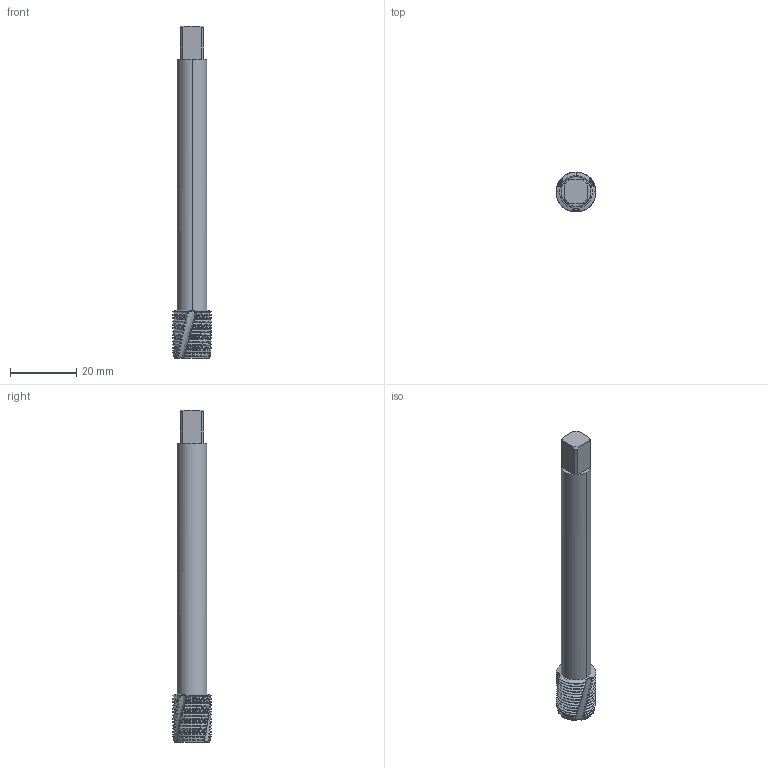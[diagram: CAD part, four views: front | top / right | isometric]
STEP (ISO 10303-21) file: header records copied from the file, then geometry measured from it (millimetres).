
FILE_DESCRIPTION(('no description'),'unknown implementation level');
FILE_NAME('solid6XDZPci_haqPClDMcMSg4gfhgc0_1.STP',' ',('CIM GmbH Aachen'),('CADClick - KiM GmbH - www.kimweb.de'),'unknown preprocess','ACIS','unknown authorization');
FILE_SCHEMA(('automotive_design'));
Length unit declared in the file: millimetre
Products named in the file (2): 1; 2
Bounding box: 12 x 12 x 100 mm (x, y, z)
Volume: 6691.8 mm3; surface area: 4301.1 mm2
Topology: 2 solids, 2 shells, 313 faces, 881 edges, 572 vertices
Faces by surface type: cone 156, cylinder 131, plane 17, bspline 6, revolution 3
Entity records: 23397 total; most frequent: CARTESIAN_POINT 5986, STYLED_ITEM 1768, PRESENTATION_STYLE_ASSIGNMENT 1768, COLOUR_RGB 1768, ORIENTED_EDGE 1762, DIRECTION 1451, EDGE_CURVE 881, CURVE_STYLE 881
